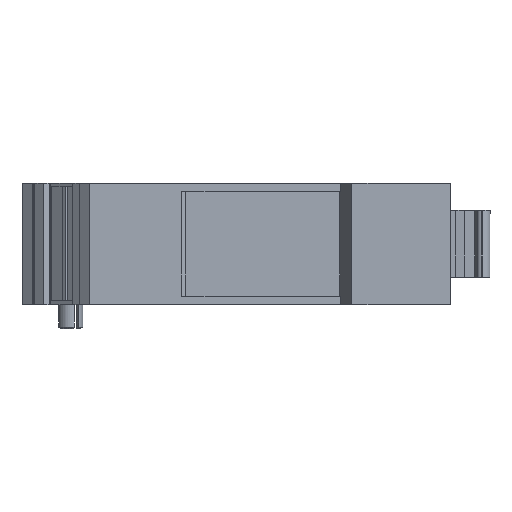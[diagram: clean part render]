
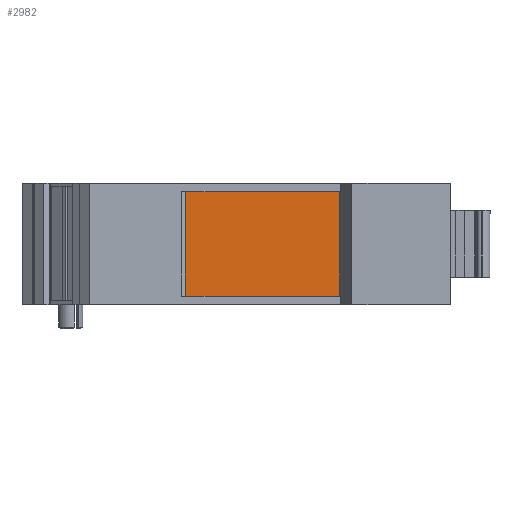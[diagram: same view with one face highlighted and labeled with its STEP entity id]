
A CAD part, left-side view. The second image highlights one B-rep face of the part: STEP entity #2982.
In plain terms, the highlighted planar face has unit normal (-1, 0, 0).
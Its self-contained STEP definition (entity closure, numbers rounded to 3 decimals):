
#30 = EDGE_LOOP ( 'NONE', ( #2371, #1370, #1108, #3362 ) ) ;
#119 = LINE ( 'NONE', #2393, #1671 ) ;
#297 = EDGE_CURVE ( 'NONE', #5372, #2321, #1950, .T. ) ;
#1108 = ORIENTED_EDGE ( 'NONE', *, *, #6227, .F. ) ;
#1285 = VECTOR ( 'NONE', #1294, 1000. ) ;
#1294 = DIRECTION ( 'NONE',  ( 0., -1., 0. ) ) ;
#1370 = ORIENTED_EDGE ( 'NONE', *, *, #297, .F. ) ;
#1671 = VECTOR ( 'NONE', #2353, 1000. ) ;
#1950 = LINE ( 'NONE', #5387, #7240 ) ;
#2026 = DIRECTION ( 'NONE',  ( 0., 0., 1. ) ) ;
#2101 = CARTESIAN_POINT ( 'NONE',  ( -55.731, 19.055, 16.53 ) ) ;
#2161 = CARTESIAN_POINT ( 'NONE',  ( -55.731, -6.325, 7.93 ) ) ;
#2321 = VERTEX_POINT ( 'NONE', #2571 ) ;
#2353 = DIRECTION ( 'NONE',  ( 0., 0., 1. ) ) ;
#2371 = ORIENTED_EDGE ( 'NONE', *, *, #6252, .T. ) ;
#2393 = CARTESIAN_POINT ( 'NONE',  ( -55.731, 19.055, -26.954 ) ) ;
#2571 = CARTESIAN_POINT ( 'NONE',  ( -55.731, -6.325, 16.53 ) ) ;
#2606 = CARTESIAN_POINT ( 'NONE',  ( -55.731, -6.857, 123.15 ) ) ;
#2892 = PLANE ( 'NONE',  #3929 ) ;
#2982 = ADVANCED_FACE ( 'NONE', ( #8785 ), #2892, .T. ) ;
#3088 = VERTEX_POINT ( 'NONE', #5650 ) ;
#3362 = ORIENTED_EDGE ( 'NONE', *, *, #5544, .T. ) ;
#3929 = AXIS2_PLACEMENT_3D ( 'NONE', #2606, #5955, #7804 ) ;
#4942 = VERTEX_POINT ( 'NONE', #6021 ) ;
#5173 = DIRECTION ( 'NONE',  ( 0., -1., 0. ) ) ;
#5372 = VERTEX_POINT ( 'NONE', #2101 ) ;
#5387 = CARTESIAN_POINT ( 'NONE',  ( -55.731, -6.857, 16.53 ) ) ;
#5544 = EDGE_CURVE ( 'NONE', #3088, #4942, #6595, .T. ) ;
#5650 = CARTESIAN_POINT ( 'NONE',  ( -55.731, 19.055, -0.67 ) ) ;
#5955 = DIRECTION ( 'NONE',  ( -1., 0., 0. ) ) ;
#6021 = CARTESIAN_POINT ( 'NONE',  ( -55.731, -6.325, -0.67 ) ) ;
#6227 = EDGE_CURVE ( 'NONE', #3088, #5372, #119, .T. ) ;
#6252 = EDGE_CURVE ( 'NONE', #4942, #2321, #8705, .T. ) ;
#6595 = LINE ( 'NONE', #7054, #1285 ) ;
#6779 = VECTOR ( 'NONE', #2026, 1000. ) ;
#7054 = CARTESIAN_POINT ( 'NONE',  ( -55.731, -11.044, -0.67 ) ) ;
#7240 = VECTOR ( 'NONE', #5173, 1000. ) ;
#7804 = DIRECTION ( 'NONE',  ( 0., -1., 0. ) ) ;
#8705 = LINE ( 'NONE', #2161, #6779 ) ;
#8785 = FACE_OUTER_BOUND ( 'NONE', #30, .T. ) ;
